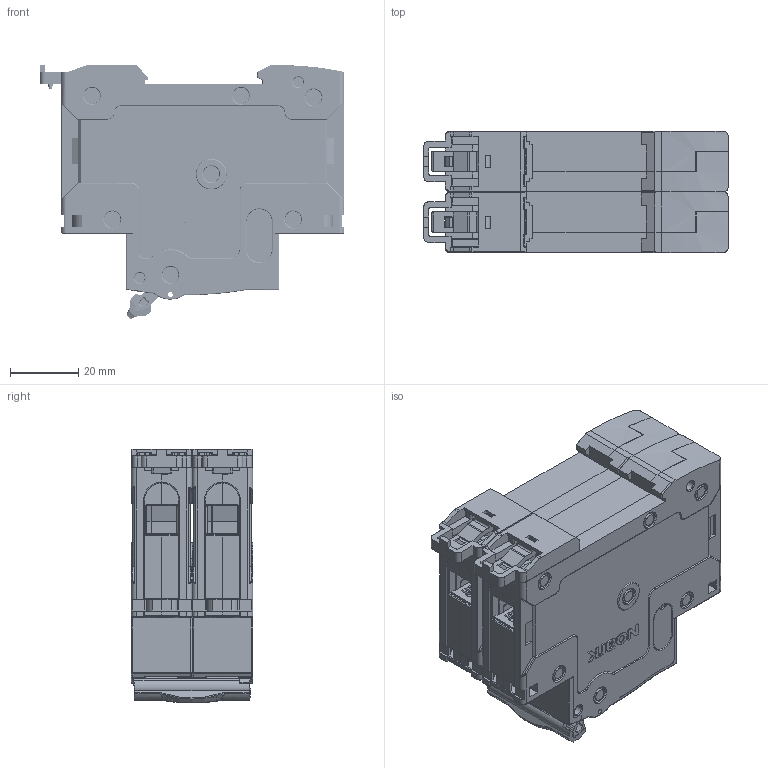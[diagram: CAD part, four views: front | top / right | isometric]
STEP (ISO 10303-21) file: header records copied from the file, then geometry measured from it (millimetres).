
FILE_DESCRIPTION((''),'2;1');
FILE_NAME('B1E_2P','2022-01-22T20:51:01',('lq'),(''),'CREO PARAMETRIC BY PTC INC, 2020044','CREO PARAMETRIC BY PTC INC, 2020044','');
FILE_SCHEMA(('CONFIG_CONTROL_DESIGN','SHAPE_APPEARANCE_LAYERS_GROUPS'));
Products named in the file (1): B1E_2P
Bounding box: 89.3 x 35.6 x 74.47 mm (x, y, z)
Volume: 10714.2 mm3; surface area: 91284.4 mm2
Topology: 29 solids, 49 shells, 5294 faces, 14708 edges, 9570 vertices
Faces by surface type: plane 3341, cylinder 1395, torus 270, extrusion 120, cone 96, sphere 48, bspline 24
Entity records: 188997 total; most frequent: CARTESIAN_POINT 35637, ORIENTED_EDGE 29202, DIRECTION 28077, EDGE_CURVE 14644, VECTOR 9959, LINE 9839, VERTEX_POINT 9566, AXIS2_PLACEMENT_3D 9059
